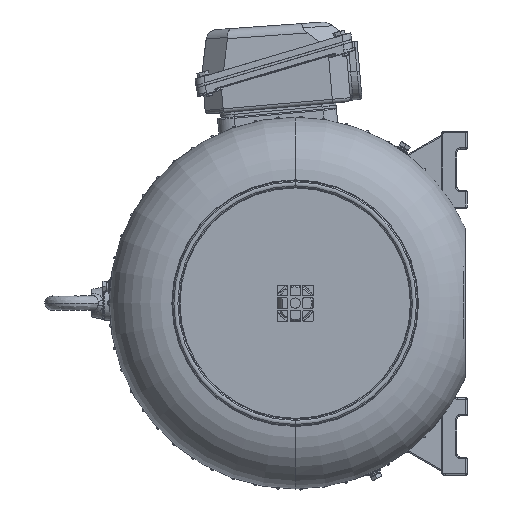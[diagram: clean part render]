
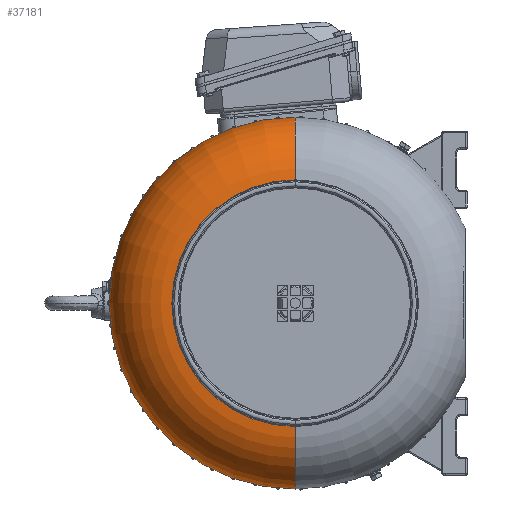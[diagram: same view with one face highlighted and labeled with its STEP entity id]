
A CAD part, left-side view. The second image highlights one B-rep face of the part: STEP entity #37181.
In plain terms, the highlighted toroidal (fillet/blend) face has major radius 93 mm and minor radius 51.2 mm.
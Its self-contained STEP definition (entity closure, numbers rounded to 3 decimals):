
#2606 = DIRECTION ( 'NONE',  ( -1., 0., 0. ) ) ;
#5488 = CARTESIAN_POINT ( 'NONE',  ( -128.432, 0., 95.635 ) ) ;
#6158 = ORIENTED_EDGE ( 'NONE', *, *, #20726, .T. ) ;
#9142 = CIRCLE ( 'NONE', #50762, 95.635 ) ;
#11506 = CARTESIAN_POINT ( 'NONE',  ( -77.3, 0., 0. ) ) ;
#11988 = EDGE_LOOP ( 'NONE', ( #6158, #12839, #54803, #58526 ) ) ;
#12839 = ORIENTED_EDGE ( 'NONE', *, *, #79048, .T. ) ;
#16854 = CARTESIAN_POINT ( 'NONE',  ( -128.432, 0., -95.635 ) ) ;
#17044 = VERTEX_POINT ( 'NONE', #55695 ) ;
#20726 = EDGE_CURVE ( 'NONE', #17044, #37233, #66610, .T. ) ;
#20908 = TOROIDAL_SURFACE ( 'NONE', #88032, 93., 51.2 ) ;
#22804 = CARTESIAN_POINT ( 'NONE',  ( -77.3, 0., -93. ) ) ;
#26575 = DIRECTION ( 'NONE',  ( -1., 0., 0. ) ) ;
#29427 = VERTEX_POINT ( 'NONE', #16854 ) ;
#31458 = VERTEX_POINT ( 'NONE', #5488 ) ;
#37181 = ADVANCED_FACE ( 'NONE', ( #40570 ), #20908, .T. ) ;
#37233 = VERTEX_POINT ( 'NONE', #73386 ) ;
#40570 = FACE_OUTER_BOUND ( 'NONE', #11988, .T. ) ;
#41353 = DIRECTION ( 'NONE',  ( -1., 0., 0. ) ) ;
#41951 = DIRECTION ( 'NONE',  ( 0., -1., 0. ) ) ;
#46634 = AXIS2_PLACEMENT_3D ( 'NONE', #11506, #26575, #49504 ) ;
#49414 = CARTESIAN_POINT ( 'NONE',  ( -128.432, 0., 0. ) ) ;
#49426 = EDGE_CURVE ( 'NONE', #31458, #29427, #9142, .T. ) ;
#49504 = DIRECTION ( 'NONE',  ( 0., 0., 1. ) ) ;
#50762 = AXIS2_PLACEMENT_3D ( 'NONE', #49414, #2606, #66130 ) ;
#54803 = ORIENTED_EDGE ( 'NONE', *, *, #49426, .F. ) ;
#54923 = DIRECTION ( 'NONE',  ( 0., 1., 0. ) ) ;
#55695 = CARTESIAN_POINT ( 'NONE',  ( -77.3, 0., 144.2 ) ) ;
#55717 = DIRECTION ( 'NONE',  ( 0., 0., 1. ) ) ;
#57962 = DIRECTION ( 'NONE',  ( 0., 0., -1. ) ) ;
#58526 = ORIENTED_EDGE ( 'NONE', *, *, #74713, .F. ) ;
#61771 = DIRECTION ( 'NONE',  ( 0., 0., 1. ) ) ;
#62839 = AXIS2_PLACEMENT_3D ( 'NONE', #22804, #54923, #61771 ) ;
#66130 = DIRECTION ( 'NONE',  ( 0., 0., 1. ) ) ;
#66610 = CIRCLE ( 'NONE', #46634, 144.2 ) ;
#72305 = AXIS2_PLACEMENT_3D ( 'NONE', #88728, #41951, #57962 ) ;
#73386 = CARTESIAN_POINT ( 'NONE',  ( -77.3, 0., -144.2 ) ) ;
#74713 = EDGE_CURVE ( 'NONE', #17044, #31458, #88473, .T. ) ;
#79048 = EDGE_CURVE ( 'NONE', #37233, #29427, #89184, .T. ) ;
#80262 = CARTESIAN_POINT ( 'NONE',  ( -77.3, 0., 0. ) ) ;
#88032 = AXIS2_PLACEMENT_3D ( 'NONE', #80262, #41353, #55717 ) ;
#88473 = CIRCLE ( 'NONE', #72305, 51.2 ) ;
#88728 = CARTESIAN_POINT ( 'NONE',  ( -77.3, 0., 93. ) ) ;
#89184 = CIRCLE ( 'NONE', #62839, 51.2 ) ;
